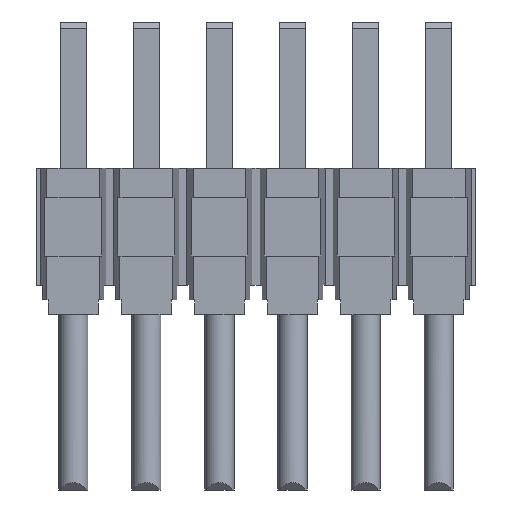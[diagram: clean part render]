
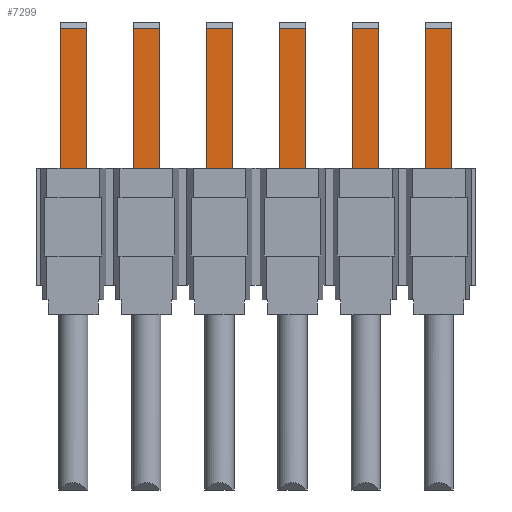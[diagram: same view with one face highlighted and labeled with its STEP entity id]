
A CAD part, front view. The second image highlights one B-rep face of the part: STEP entity #7299.
In plain terms, the highlighted planar face has unit normal (0, -1, 0).
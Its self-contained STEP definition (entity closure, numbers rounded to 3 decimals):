
#7118 = VERTEX_POINT('',#7119);
#7119 = CARTESIAN_POINT('',(-2.946,-0.229,4.966));
#7127 = VERTEX_POINT('',#7128);
#7128 = CARTESIAN_POINT('',(-3.404,-0.229,4.966));
#7134 = EDGE_CURVE('',#7118,#7127,#7135,.T.);
#7135 = LINE('',#7136,#7137);
#7136 = CARTESIAN_POINT('',(3.404,-0.229,4.966));
#7137 = VECTOR('',#7138,1.);
#7138 = DIRECTION('',(-1.,-0.,0.));
#7149 = VERTEX_POINT('',#7150);
#7150 = CARTESIAN_POINT('',(-2.134,-0.229,4.966));
#7156 = EDGE_CURVE('',#7157,#7149,#7159,.T.);
#7157 = VERTEX_POINT('',#7158);
#7158 = CARTESIAN_POINT('',(-1.676,-0.229,4.966));
#7159 = LINE('',#7160,#7161);
#7160 = CARTESIAN_POINT('',(3.404,-0.229,4.966));
#7161 = VECTOR('',#7162,1.);
#7162 = DIRECTION('',(-1.,-0.,0.));
#7180 = VERTEX_POINT('',#7181);
#7181 = CARTESIAN_POINT('',(-0.864,-0.229,4.966));
#7187 = EDGE_CURVE('',#7188,#7180,#7190,.T.);
#7188 = VERTEX_POINT('',#7189);
#7189 = CARTESIAN_POINT('',(-0.406,-0.229,4.966));
#7190 = LINE('',#7191,#7192);
#7191 = CARTESIAN_POINT('',(3.404,-0.229,4.966));
#7192 = VECTOR('',#7193,1.);
#7193 = DIRECTION('',(-1.,-0.,0.));
#7211 = VERTEX_POINT('',#7212);
#7212 = CARTESIAN_POINT('',(0.406,-0.229,4.966));
#7218 = EDGE_CURVE('',#7219,#7211,#7221,.T.);
#7219 = VERTEX_POINT('',#7220);
#7220 = CARTESIAN_POINT('',(0.864,-0.229,4.966));
#7221 = LINE('',#7222,#7223);
#7222 = CARTESIAN_POINT('',(3.404,-0.229,4.966));
#7223 = VECTOR('',#7224,1.);
#7224 = DIRECTION('',(-1.,-0.,0.));
#7242 = VERTEX_POINT('',#7243);
#7243 = CARTESIAN_POINT('',(1.676,-0.229,4.966));
#7249 = EDGE_CURVE('',#7250,#7242,#7252,.T.);
#7250 = VERTEX_POINT('',#7251);
#7251 = CARTESIAN_POINT('',(2.134,-0.229,4.966));
#7252 = LINE('',#7253,#7254);
#7253 = CARTESIAN_POINT('',(3.404,-0.229,4.966));
#7254 = VECTOR('',#7255,1.);
#7255 = DIRECTION('',(-1.,-0.,0.));
#7273 = VERTEX_POINT('',#7274);
#7274 = CARTESIAN_POINT('',(2.946,-0.229,4.966));
#7280 = EDGE_CURVE('',#7281,#7273,#7283,.T.);
#7281 = VERTEX_POINT('',#7282);
#7282 = CARTESIAN_POINT('',(3.404,-0.229,4.966));
#7283 = LINE('',#7284,#7285);
#7284 = CARTESIAN_POINT('',(3.404,-0.229,4.966));
#7285 = VECTOR('',#7286,1.);
#7286 = DIRECTION('',(-1.,-0.,0.));
#7299 = ADVANCED_FACE('',(#7300),#7440,.F.);
#7300 = FACE_BOUND('',#7301,.T.);
#7301 = EDGE_LOOP('',(#7302,#7310,#7311,#7319,#7327,#7333,#7334,#7342,
    #7350,#7356,#7357,#7365,#7373,#7379,#7380,#7388,#7396,#7402,#7403,
    #7411,#7419,#7425,#7426,#7434));
#7302 = ORIENTED_EDGE('',*,*,#7303,.F.);
#7303 = EDGE_CURVE('',#7118,#7304,#7306,.T.);
#7304 = VERTEX_POINT('',#7305);
#7305 = CARTESIAN_POINT('',(-2.946,-0.229,1.905));
#7306 = LINE('',#7307,#7308);
#7307 = CARTESIAN_POINT('',(-2.946,-0.229,4.966));
#7308 = VECTOR('',#7309,1.);
#7309 = DIRECTION('',(0.,0.,-1.));
#7310 = ORIENTED_EDGE('',*,*,#7134,.T.);
#7311 = ORIENTED_EDGE('',*,*,#7312,.T.);
#7312 = EDGE_CURVE('',#7127,#7313,#7315,.T.);
#7313 = VERTEX_POINT('',#7314);
#7314 = CARTESIAN_POINT('',(-3.404,-0.229,1.778));
#7315 = LINE('',#7316,#7317);
#7316 = CARTESIAN_POINT('',(-3.404,-0.229,4.966));
#7317 = VECTOR('',#7318,1.);
#7318 = DIRECTION('',(0.,0.,-1.));
#7319 = ORIENTED_EDGE('',*,*,#7320,.F.);
#7320 = EDGE_CURVE('',#7321,#7313,#7323,.T.);
#7321 = VERTEX_POINT('',#7322);
#7322 = CARTESIAN_POINT('',(3.404,-0.229,1.778));
#7323 = LINE('',#7324,#7325);
#7324 = CARTESIAN_POINT('',(3.404,-0.229,1.778));
#7325 = VECTOR('',#7326,1.);
#7326 = DIRECTION('',(-1.,-0.,0.));
#7327 = ORIENTED_EDGE('',*,*,#7328,.F.);
#7328 = EDGE_CURVE('',#7281,#7321,#7329,.T.);
#7329 = LINE('',#7330,#7331);
#7330 = CARTESIAN_POINT('',(3.404,-0.229,4.966));
#7331 = VECTOR('',#7332,1.);
#7332 = DIRECTION('',(0.,0.,-1.));
#7333 = ORIENTED_EDGE('',*,*,#7280,.T.);
#7334 = ORIENTED_EDGE('',*,*,#7335,.F.);
#7335 = EDGE_CURVE('',#7336,#7273,#7338,.T.);
#7336 = VERTEX_POINT('',#7337);
#7337 = CARTESIAN_POINT('',(2.946,-0.229,1.905));
#7338 = LINE('',#7339,#7340);
#7339 = CARTESIAN_POINT('',(2.946,-0.229,4.966));
#7340 = VECTOR('',#7341,1.);
#7341 = DIRECTION('',(0.,0.,1.));
#7342 = ORIENTED_EDGE('',*,*,#7343,.F.);
#7343 = EDGE_CURVE('',#7344,#7336,#7346,.T.);
#7344 = VERTEX_POINT('',#7345);
#7345 = CARTESIAN_POINT('',(2.134,-0.229,1.905));
#7346 = LINE('',#7347,#7348);
#7347 = CARTESIAN_POINT('',(3.404,-0.229,1.905));
#7348 = VECTOR('',#7349,1.);
#7349 = DIRECTION('',(1.,0.,0.));
#7350 = ORIENTED_EDGE('',*,*,#7351,.F.);
#7351 = EDGE_CURVE('',#7250,#7344,#7352,.T.);
#7352 = LINE('',#7353,#7354);
#7353 = CARTESIAN_POINT('',(2.134,-0.229,4.966));
#7354 = VECTOR('',#7355,1.);
#7355 = DIRECTION('',(0.,0.,-1.));
#7356 = ORIENTED_EDGE('',*,*,#7249,.T.);
#7357 = ORIENTED_EDGE('',*,*,#7358,.F.);
#7358 = EDGE_CURVE('',#7359,#7242,#7361,.T.);
#7359 = VERTEX_POINT('',#7360);
#7360 = CARTESIAN_POINT('',(1.676,-0.229,1.905));
#7361 = LINE('',#7362,#7363);
#7362 = CARTESIAN_POINT('',(1.676,-0.229,4.966));
#7363 = VECTOR('',#7364,1.);
#7364 = DIRECTION('',(0.,0.,1.));
#7365 = ORIENTED_EDGE('',*,*,#7366,.F.);
#7366 = EDGE_CURVE('',#7367,#7359,#7369,.T.);
#7367 = VERTEX_POINT('',#7368);
#7368 = CARTESIAN_POINT('',(0.864,-0.229,1.905));
#7369 = LINE('',#7370,#7371);
#7370 = CARTESIAN_POINT('',(3.404,-0.229,1.905));
#7371 = VECTOR('',#7372,1.);
#7372 = DIRECTION('',(1.,0.,0.));
#7373 = ORIENTED_EDGE('',*,*,#7374,.F.);
#7374 = EDGE_CURVE('',#7219,#7367,#7375,.T.);
#7375 = LINE('',#7376,#7377);
#7376 = CARTESIAN_POINT('',(0.864,-0.229,4.966));
#7377 = VECTOR('',#7378,1.);
#7378 = DIRECTION('',(0.,0.,-1.));
#7379 = ORIENTED_EDGE('',*,*,#7218,.T.);
#7380 = ORIENTED_EDGE('',*,*,#7381,.F.);
#7381 = EDGE_CURVE('',#7382,#7211,#7384,.T.);
#7382 = VERTEX_POINT('',#7383);
#7383 = CARTESIAN_POINT('',(0.406,-0.229,1.905));
#7384 = LINE('',#7385,#7386);
#7385 = CARTESIAN_POINT('',(0.406,-0.229,4.966));
#7386 = VECTOR('',#7387,1.);
#7387 = DIRECTION('',(0.,0.,1.));
#7388 = ORIENTED_EDGE('',*,*,#7389,.F.);
#7389 = EDGE_CURVE('',#7390,#7382,#7392,.T.);
#7390 = VERTEX_POINT('',#7391);
#7391 = CARTESIAN_POINT('',(-0.406,-0.229,1.905));
#7392 = LINE('',#7393,#7394);
#7393 = CARTESIAN_POINT('',(3.404,-0.229,1.905));
#7394 = VECTOR('',#7395,1.);
#7395 = DIRECTION('',(1.,0.,0.));
#7396 = ORIENTED_EDGE('',*,*,#7397,.F.);
#7397 = EDGE_CURVE('',#7188,#7390,#7398,.T.);
#7398 = LINE('',#7399,#7400);
#7399 = CARTESIAN_POINT('',(-0.406,-0.229,4.966));
#7400 = VECTOR('',#7401,1.);
#7401 = DIRECTION('',(0.,0.,-1.));
#7402 = ORIENTED_EDGE('',*,*,#7187,.T.);
#7403 = ORIENTED_EDGE('',*,*,#7404,.F.);
#7404 = EDGE_CURVE('',#7405,#7180,#7407,.T.);
#7405 = VERTEX_POINT('',#7406);
#7406 = CARTESIAN_POINT('',(-0.864,-0.229,1.905));
#7407 = LINE('',#7408,#7409);
#7408 = CARTESIAN_POINT('',(-0.864,-0.229,4.966));
#7409 = VECTOR('',#7410,1.);
#7410 = DIRECTION('',(0.,0.,1.));
#7411 = ORIENTED_EDGE('',*,*,#7412,.F.);
#7412 = EDGE_CURVE('',#7413,#7405,#7415,.T.);
#7413 = VERTEX_POINT('',#7414);
#7414 = CARTESIAN_POINT('',(-1.676,-0.229,1.905));
#7415 = LINE('',#7416,#7417);
#7416 = CARTESIAN_POINT('',(3.404,-0.229,1.905));
#7417 = VECTOR('',#7418,1.);
#7418 = DIRECTION('',(1.,0.,0.));
#7419 = ORIENTED_EDGE('',*,*,#7420,.F.);
#7420 = EDGE_CURVE('',#7157,#7413,#7421,.T.);
#7421 = LINE('',#7422,#7423);
#7422 = CARTESIAN_POINT('',(-1.676,-0.229,4.966));
#7423 = VECTOR('',#7424,1.);
#7424 = DIRECTION('',(0.,0.,-1.));
#7425 = ORIENTED_EDGE('',*,*,#7156,.T.);
#7426 = ORIENTED_EDGE('',*,*,#7427,.F.);
#7427 = EDGE_CURVE('',#7428,#7149,#7430,.T.);
#7428 = VERTEX_POINT('',#7429);
#7429 = CARTESIAN_POINT('',(-2.134,-0.229,1.905));
#7430 = LINE('',#7431,#7432);
#7431 = CARTESIAN_POINT('',(-2.134,-0.229,4.966));
#7432 = VECTOR('',#7433,1.);
#7433 = DIRECTION('',(0.,0.,1.));
#7434 = ORIENTED_EDGE('',*,*,#7435,.F.);
#7435 = EDGE_CURVE('',#7304,#7428,#7436,.T.);
#7436 = LINE('',#7437,#7438);
#7437 = CARTESIAN_POINT('',(3.404,-0.229,1.905));
#7438 = VECTOR('',#7439,1.);
#7439 = DIRECTION('',(1.,0.,0.));
#7440 = PLANE('',#7441);
#7441 = AXIS2_PLACEMENT_3D('',#7442,#7443,#7444);
#7442 = CARTESIAN_POINT('',(3.404,-0.229,4.966));
#7443 = DIRECTION('',(0.,1.,0.));
#7444 = DIRECTION('',(-1.,-0.,0.));
